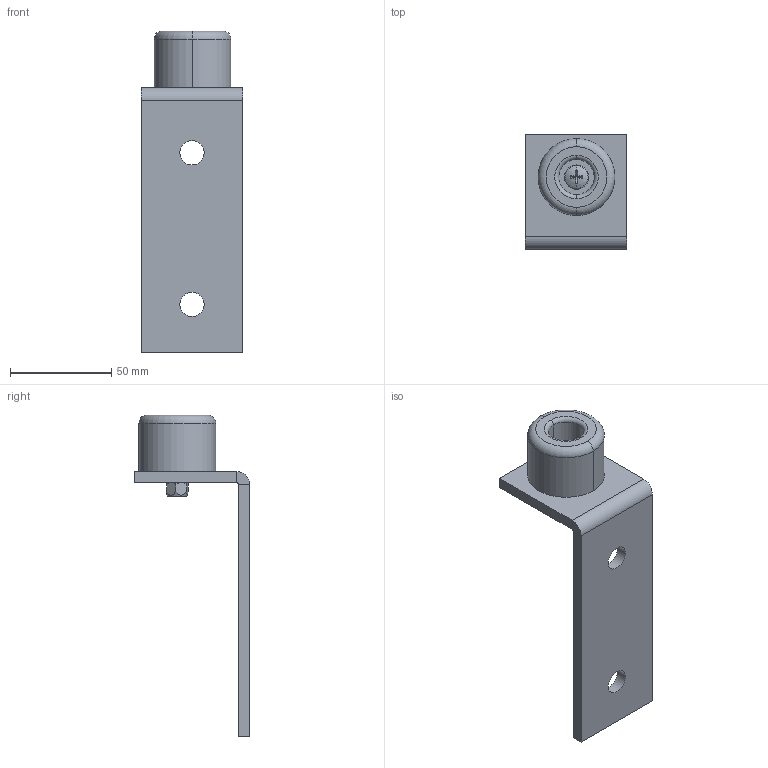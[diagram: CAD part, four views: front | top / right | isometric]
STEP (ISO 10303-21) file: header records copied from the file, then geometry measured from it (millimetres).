
FILE_DESCRIPTION (( 'STEP AP214' ), '1' );
FILE_NAME ('05208-Floor Doorstop 158mm 50mm 68mm 304SS.STEP', '2025-08-20T04:03:33', ( '' ), ( '' ), 'SwSTEP 2.0', 'SolidWorks 2025', '' );
FILE_SCHEMA (( 'AUTOMOTIVE_DESIGN' ));
Length unit declared in the file: millimetre
Products named in the file (5): 05208-Body; prevailing torque hex nut_am_AM-M6-N; 05208-Floor Doorstop 158mm 50mm 68mm 304SS; pan cross head_am_B18.6.7M - M6 x 1.0 x 20 Type I Cross Recessed PHMS --20N
Assembly tree (4 placements, depth 2):
  05208-Floor Doorstop 158mm 50mm 68mm 304SS
    05208-Body
    05208-Floor Doorstop 158mm 50mm 68mm 304SS
    pan cross head_am_B18.6.7M - M6 x 1.0 x 20 Type I Cross Recessed PHMS --20N
    prevailing torque hex nut_am_AM-M6-N
Bounding box: 50 x 57 x 159.24 mm (x, y, z)
Volume: 109211.7 mm3; surface area: 42805.8 mm2
Topology: 5 solids, 5 shells, 90 faces, 200 edges, 122 vertices
Faces by surface type: plane 44, cylinder 26, cone 12, torus 6, sphere 2
Entity records: 2823 total; most frequent: CARTESIAN_POINT 607, DIRECTION 466, ORIENTED_EDGE 400, EDGE_CURVE 200, AXIS2_PLACEMENT_3D 189, VERTEX_POINT 122, EDGE_LOOP 106, CIRCLE 92
